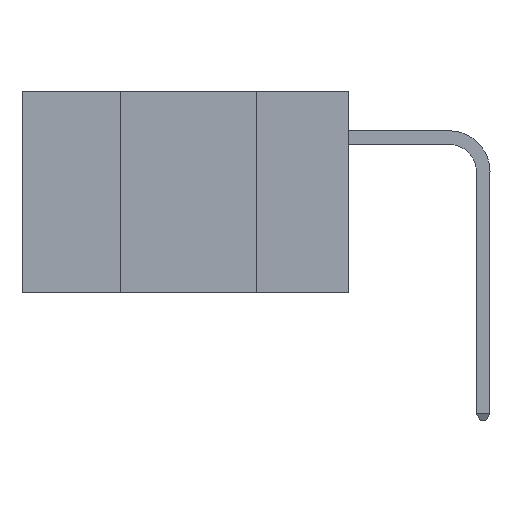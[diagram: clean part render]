
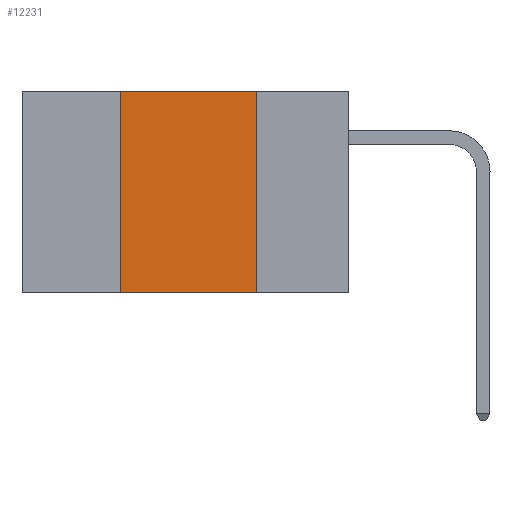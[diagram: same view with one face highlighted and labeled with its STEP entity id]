
A CAD part, left-side view. The second image highlights one B-rep face of the part: STEP entity #12231.
In plain terms, the highlighted planar face has unit normal (-1, 0, 0).
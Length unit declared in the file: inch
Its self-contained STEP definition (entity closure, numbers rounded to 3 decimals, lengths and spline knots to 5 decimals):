
#183 = EDGE_CURVE ( 'NONE', #2981, #2461, #6405, .T. ) ;
#365 = CARTESIAN_POINT ( 'NONE',  ( 0., 0.42, 0. ) ) ;
#468 = EDGE_LOOP ( 'NONE', ( #1913, #5963, #6118, #13021 ) ) ;
#1203 = DIRECTION ( 'NONE',  ( 0., -1., 0. ) ) ;
#1551 = FACE_OUTER_BOUND ( 'NONE', #468, .T. ) ;
#1851 = PLANE ( 'NONE',  #2813 ) ;
#1913 = ORIENTED_EDGE ( 'NONE', *, *, #10674, .F. ) ;
#2349 = CARTESIAN_POINT ( 'NONE',  ( 0., 0.17, 0. ) ) ;
#2370 = EDGE_CURVE ( 'NONE', #8438, #2981, #4261, .T. ) ;
#2461 = VERTEX_POINT ( 'NONE', #2349 ) ;
#2559 = DIRECTION ( 'NONE',  ( 0., -1., 0. ) ) ;
#2813 = AXIS2_PLACEMENT_3D ( 'NONE', #6107, #5580, #12614 ) ;
#2981 = VERTEX_POINT ( 'NONE', #365 ) ;
#2982 = VECTOR ( 'NONE', #1203, 39.37008 ) ;
#3646 = LINE ( 'NONE', #11341, #11717 ) ;
#4261 = LINE ( 'NONE', #9656, #12299 ) ;
#4539 = CARTESIAN_POINT ( 'NONE',  ( 0., 0.42, -0.37 ) ) ;
#5276 = DIRECTION ( 'NONE',  ( 0., 0., -1. ) ) ;
#5580 = DIRECTION ( 'NONE',  ( 1., 0., 0. ) ) ;
#5752 = LINE ( 'NONE', #8472, #2982 ) ;
#5963 = ORIENTED_EDGE ( 'NONE', *, *, #183, .F. ) ;
#6107 = CARTESIAN_POINT ( 'NONE',  ( 0., 0.6, 0. ) ) ;
#6118 = ORIENTED_EDGE ( 'NONE', *, *, #2370, .F. ) ;
#6376 = VERTEX_POINT ( 'NONE', #6835 ) ;
#6405 = LINE ( 'NONE', #8571, #9054 ) ;
#6835 = CARTESIAN_POINT ( 'NONE',  ( 0., 0.17, -0.37 ) ) ;
#7163 = EDGE_CURVE ( 'NONE', #8438, #6376, #5752, .T. ) ;
#8438 = VERTEX_POINT ( 'NONE', #4539 ) ;
#8472 = CARTESIAN_POINT ( 'NONE',  ( 0., 0.6, -0.37 ) ) ;
#8571 = CARTESIAN_POINT ( 'NONE',  ( 0., 0.6, 0. ) ) ;
#9054 = VECTOR ( 'NONE', #2559, 39.37008 ) ;
#9656 = CARTESIAN_POINT ( 'NONE',  ( 0., 0.42, 0. ) ) ;
#9792 = DIRECTION ( 'NONE',  ( 0., 0., 1. ) ) ;
#10674 = EDGE_CURVE ( 'NONE', #2461, #6376, #3646, .T. ) ;
#11341 = CARTESIAN_POINT ( 'NONE',  ( 0., 0.17, 0. ) ) ;
#11717 = VECTOR ( 'NONE', #5276, 39.37008 ) ;
#12231 = ADVANCED_FACE ( 'NONE', ( #1551 ), #1851, .F. ) ;
#12299 = VECTOR ( 'NONE', #9792, 39.37008 ) ;
#12614 = DIRECTION ( 'NONE',  ( 0., 0., -1. ) ) ;
#13021 = ORIENTED_EDGE ( 'NONE', *, *, #7163, .T. ) ;
